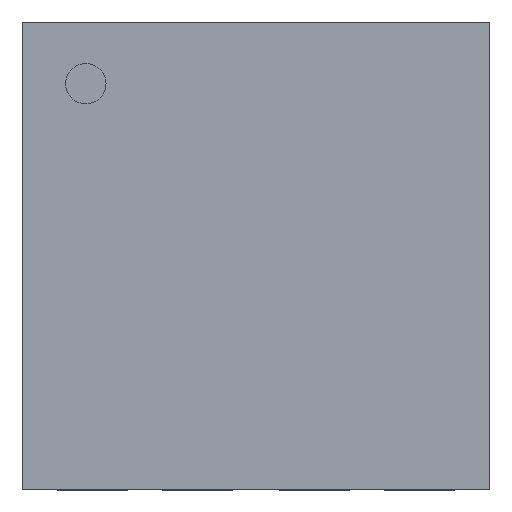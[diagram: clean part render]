
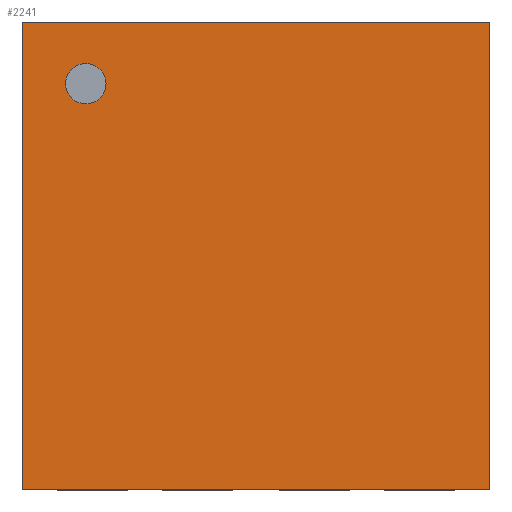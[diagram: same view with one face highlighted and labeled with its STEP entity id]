
A CAD part, top view. The second image highlights one B-rep face of the part: STEP entity #2241.
In plain terms, the highlighted planar face has unit normal (0, 0, 1).
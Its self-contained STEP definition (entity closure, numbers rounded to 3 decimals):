
#43=CIRCLE('',#2342,0.087);
#296=ORIENTED_EDGE('',*,*,#708,.T.);
#297=ORIENTED_EDGE('',*,*,#640,.T.);
#298=ORIENTED_EDGE('',*,*,#548,.T.);
#299=ORIENTED_EDGE('',*,*,#613,.T.);
#300=ORIENTED_EDGE('',*,*,#707,.T.);
#548=EDGE_CURVE('',#791,#790,#952,.T.);
#613=EDGE_CURVE('',#790,#851,#1017,.T.);
#640=EDGE_CURVE('',#874,#791,#1044,.T.);
#707=EDGE_CURVE('',#851,#874,#1100,.T.);
#708=EDGE_CURVE('',#914,#914,#43,.T.);
#790=VERTEX_POINT('',#2865);
#791=VERTEX_POINT('',#2867);
#851=VERTEX_POINT('',#3000);
#874=VERTEX_POINT('',#3055);
#914=VERTEX_POINT('',#3177);
#952=LINE('',#2866,#1170);
#1017=LINE('',#3001,#1235);
#1044=LINE('',#3054,#1262);
#1100=LINE('',#3174,#1318);
#1170=VECTOR('',#2423,1000.);
#1235=VECTOR('',#2506,1000.);
#1262=VECTOR('',#2541,1000.);
#1318=VECTOR('',#2645,1000.);
#1407=EDGE_LOOP('',(#296));
#1408=EDGE_LOOP('',(#297,#298,#299,#300));
#1493=FACE_BOUND('',#1407,.T.);
#1494=FACE_BOUND('',#1408,.T.);
#1579=PLANE('',#2341);
#2241=ADVANCED_FACE('',(#1493,#1494),#1579,.T.);
#2341=AXIS2_PLACEMENT_3D('',#3175,#2646,#2647);
#2342=AXIS2_PLACEMENT_3D('',#3176,#2648,#2649);
#2423=DIRECTION('',(0.,1.,0.));
#2506=DIRECTION('',(-1.,0.,0.));
#2541=DIRECTION('',(1.,0.,0.));
#2645=DIRECTION('',(0.,-1.,0.));
#2646=DIRECTION('',(0.,0.,1.));
#2647=DIRECTION('',(1.,0.,0.));
#2648=DIRECTION('',(0.,0.,-1.));
#2649=DIRECTION('',(1.,0.,0.));
#2865=CARTESIAN_POINT('',(1.,1.,0.95));
#2866=CARTESIAN_POINT('',(1.,-1.,0.95));
#2867=CARTESIAN_POINT('',(1.,-1.,0.95));
#3000=CARTESIAN_POINT('',(-1.,1.,0.95));
#3001=CARTESIAN_POINT('',(1.,1.,0.95));
#3054=CARTESIAN_POINT('',(-1.,-1.,0.95));
#3055=CARTESIAN_POINT('',(-1.,-1.,0.95));
#3174=CARTESIAN_POINT('',(-1.,1.,0.95));
#3175=CARTESIAN_POINT('',(0.,0.,0.95));
#3176=CARTESIAN_POINT('',(-0.728,0.736,0.95));
#3177=CARTESIAN_POINT('',(-0.641,0.736,0.95));
